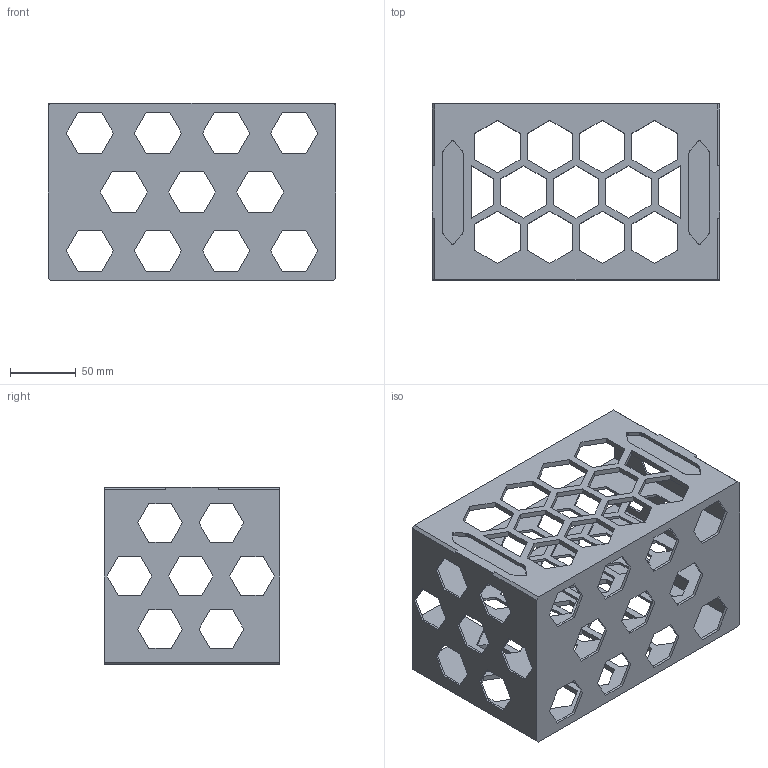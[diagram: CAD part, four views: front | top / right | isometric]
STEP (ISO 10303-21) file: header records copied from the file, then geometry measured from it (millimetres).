
FILE_DESCRIPTION (( 'STEP AP214' ), '1' );
FILE_NAME ('Drawer Big Honeycom Side.STEP', '2023-10-19T21:01:57', ( '' ), ( '' ), 'SwSTEP 2.0', 'SolidWorks 2023', '' );
FILE_SCHEMA (( 'AUTOMOTIVE_DESIGN' ));
Length unit declared in the file: millimetre
Products named in the file (1): Drawer Big Honeycom Side
Bounding box: 219.4 x 134.2 x 135.57 mm (x, y, z)
Volume: 256738.8 mm3; surface area: 237255.4 mm2
Topology: 1 solids, 1 shells, 662 faces, 1956 edges, 1304 vertices
Faces by surface type: plane 662
Entity records: 21951 total; most frequent: CARTESIAN_POINT 3923, ORIENTED_EDGE 3912, DIRECTION 3282, LINE 1956, EDGE_CURVE 1956, VECTOR 1956, VERTEX_POINT 1304, EDGE_LOOP 824
